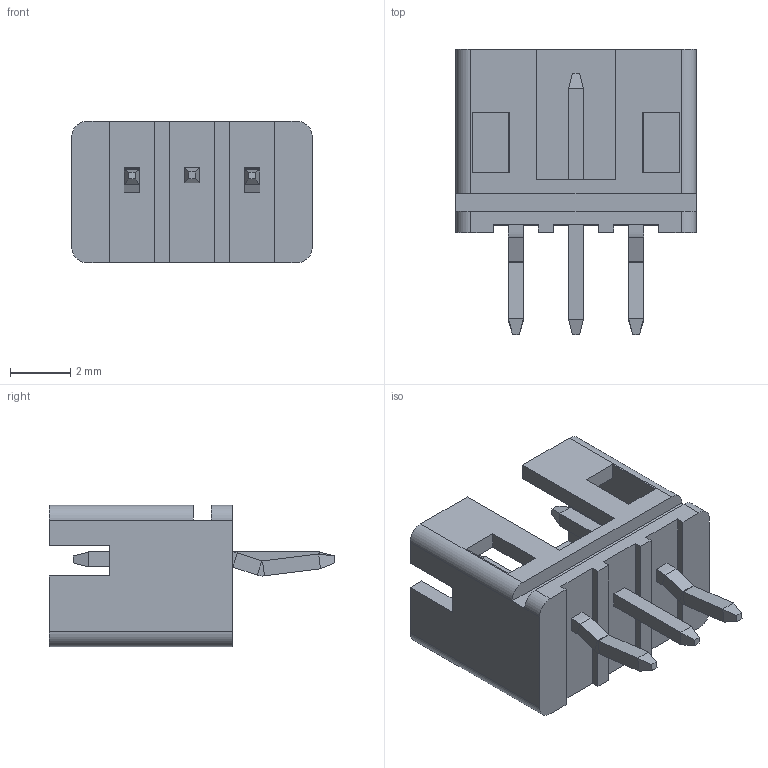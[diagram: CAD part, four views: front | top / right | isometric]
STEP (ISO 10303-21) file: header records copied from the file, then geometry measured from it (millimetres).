
FILE_DESCRIPTION (( 'STEP AP203' ), '1' );
FILE_NAME ('140-503-415-001.STEP', '2020-03-31T19:20:12', ( '' ), ( '' ), 'SwSTEP 2.0', 'SolidWorks 2016', '' );
FILE_SCHEMA (( 'CONFIG_CONTROL_DESIGN' ));
Length unit declared in the file: millimetre
Products named in the file (4): 140-503-415-001; V Housing_503; V Contact_Kink; V Contact_Str
Assembly tree (4 placements, depth 2):
  140-503-415-001
    V Housing_503
    V Contact_Kink  x2
    V Contact_Str
Bounding box: 8 x 9.51 x 4.7 mm (x, y, z)
Volume: 100.4 mm3; surface area: 371.4 mm2
Topology: 4 solids, 4 shells, 136 faces, 342 edges, 212 vertices
Faces by surface type: plane 118, cylinder 16, bspline 2
Entity records: 3695 total; most frequent: CARTESIAN_POINT 604, ORIENTED_EDGE 558, DIRECTION 529, EDGE_CURVE 279, VECTOR 255, LINE 255, VERTEX_POINT 176, AXIS2_PLACEMENT_3D 137
